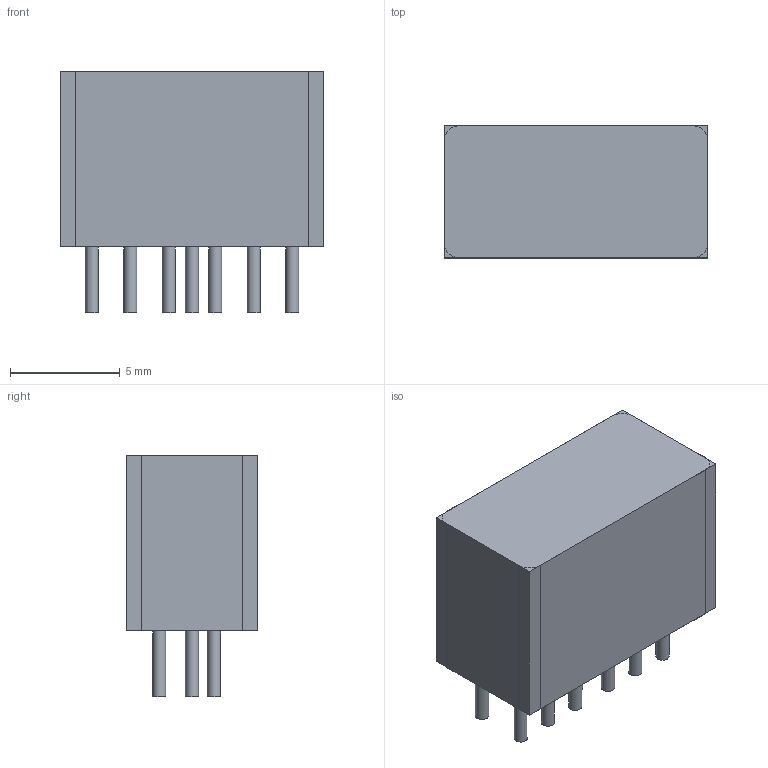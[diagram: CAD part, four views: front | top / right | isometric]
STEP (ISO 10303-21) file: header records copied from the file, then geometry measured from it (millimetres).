
FILE_DESCRIPTION(('FreeCAD Model'),'2;1');
FILE_NAME('Open CASCADE Shape Model','2021-06-23T22:07:44',(''),(''), 'Open CASCADE STEP processor 7.4','FreeCAD','Unknown');
FILE_SCHEMA(('AUTOMOTIVE_DESIGN { 1 0 10303 214 1 1 1 1 }'));
Length unit declared in the file: millimetre
Products named in the file (17): Delay_Line_Custom_Atari_ST; Pin_1; Sketch; Pad; Pin_12; Pin_10; Pin_2; Pin_3; Pin_4; Pin_5; Pin_6; Pin_7; Pin_9; Case; Sketch001; Pad001; Fillet
Assembly tree (25 placements, depth 2):
  Delay_Line_Custom_Atari_ST
    Pin_1  x3
    Sketch
    Pad
    Pin_12  x2
    Pin_10
    Pin_2  x2
    Pin_3  x2
    Pin_4  x3
    Pin_5  x2
    Pin_6  x2
    Pin_7
    Pin_9
    Case
    Sketch001
    Pad001
    Fillet
Bounding box: 12 x 6 x 11 mm (x, y, z)
Surface area: 1399.5 mm2
Topology: 23 solids, 23 shells, 86 faces, 125 edges, 89 vertices
Faces by surface type: plane 58, cylinder 28
Full cylindrical faces by diameter (mm): 0.6 x20
Entity records: 3214 total; most frequent: DIRECTION 489, CARTESIAN_POINT 465, LINE 207, VECTOR 207, ORIENTED_EDGE 186, PCURVE 186, DEFINITIONAL_REPRESENTATION 186, AXIS2_PLACEMENT_3D 124
